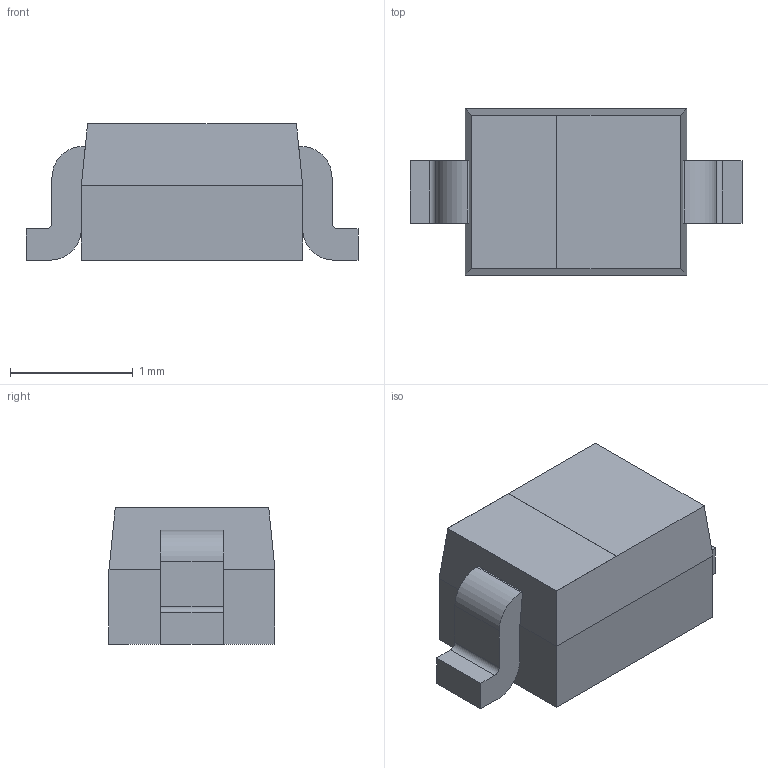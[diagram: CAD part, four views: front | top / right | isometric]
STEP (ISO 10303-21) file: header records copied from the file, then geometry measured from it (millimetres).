
FILE_DESCRIPTION (( 'STEP AP214' ), '1' );
FILE_NAME ('0AD60B21-7F2B-45D3-B562-733EBE17FEBD.STEP', '2022-11-09T15:58:36', ( '' ), ( '' ), 'SwSTEP 2.0', 'SolidWorks 2022', '' );
FILE_SCHEMA (( 'AUTOMOTIVE_DESIGN' ));
Length unit declared in the file: inch
Products named in the file (1): 0AD60B21-7F2B-45D3-B562-733EBE17FEBD
Bounding box: 2.7 x 1.35 x 1.11 mm (x, y, z)
Volume: 2.9 mm3; surface area: 13.7 mm2
Topology: 1 solids, 1 shells, 35 faces, 91 edges, 58 vertices
Faces by surface type: plane 27, cylinder 8
Entity records: 1292 total; most frequent: CARTESIAN_POINT 185, ORIENTED_EDGE 182, DIRECTION 179, EDGE_CURVE 91, VECTOR 75, LINE 75, VERTEX_POINT 58, AXIS2_PLACEMENT_3D 52
